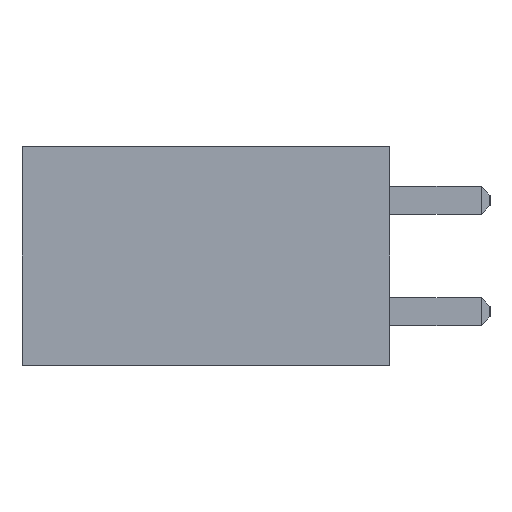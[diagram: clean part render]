
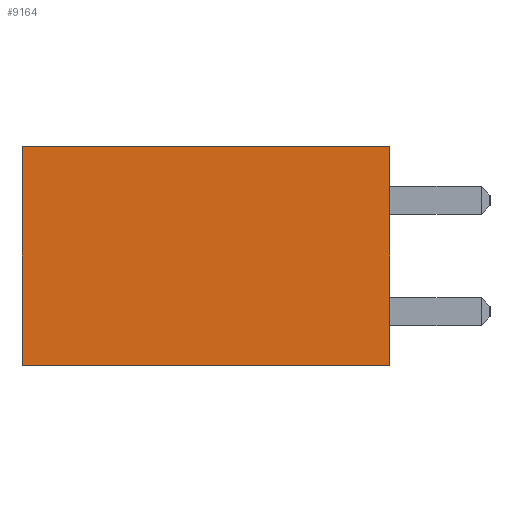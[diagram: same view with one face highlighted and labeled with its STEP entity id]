
A CAD part, left-side view. The second image highlights one B-rep face of the part: STEP entity #9164.
In plain terms, the highlighted planar face has unit normal (-1, 0, 0).
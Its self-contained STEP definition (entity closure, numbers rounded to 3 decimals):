
#404 = CARTESIAN_POINT ( 'NONE',  ( -1.395, 8.4, -2.5 ) ) ;
#886 = EDGE_CURVE ( 'NONE', #10310, #1736, #1244, .T. ) ;
#1148 = EDGE_CURVE ( 'NONE', #9894, #3058, #2131, .T. ) ;
#1244 = LINE ( 'NONE', #10664, #10144 ) ;
#1426 = ORIENTED_EDGE ( 'NONE', *, *, #9870, .T. ) ;
#1736 = VERTEX_POINT ( 'NONE', #4350 ) ;
#1963 = CARTESIAN_POINT ( 'NONE',  ( -1.395, 0., -2.5 ) ) ;
#2131 = LINE ( 'NONE', #4652, #4716 ) ;
#2280 = VECTOR ( 'NONE', #4626, 1000. ) ;
#2808 = DIRECTION ( 'NONE',  ( 1., 0., 0. ) ) ;
#3026 = EDGE_CURVE ( 'NONE', #3058, #1736, #7798, .T. ) ;
#3058 = VERTEX_POINT ( 'NONE', #4381 ) ;
#4147 = ORIENTED_EDGE ( 'NONE', *, *, #1148, .F. ) ;
#4350 = CARTESIAN_POINT ( 'NONE',  ( -1.395, 0., 2.5 ) ) ;
#4381 = CARTESIAN_POINT ( 'NONE',  ( -1.395, 8.4, 2.5 ) ) ;
#4626 = DIRECTION ( 'NONE',  ( 0., -1., 0. ) ) ;
#4628 = ORIENTED_EDGE ( 'NONE', *, *, #3026, .F. ) ;
#4652 = CARTESIAN_POINT ( 'NONE',  ( -1.395, 8.4, 2.5 ) ) ;
#4716 = VECTOR ( 'NONE', #7197, 1000. ) ;
#5289 = DIRECTION ( 'NONE',  ( 0., -1., 0. ) ) ;
#5470 = LINE ( 'NONE', #8314, #2280 ) ;
#6092 = CARTESIAN_POINT ( 'NONE',  ( -1.395, 8.4, 2.5 ) ) ;
#6952 = AXIS2_PLACEMENT_3D ( 'NONE', #9658, #2808, #9831 ) ;
#7197 = DIRECTION ( 'NONE',  ( 0., 0., 1. ) ) ;
#7798 = LINE ( 'NONE', #6092, #8770 ) ;
#8072 = PLANE ( 'NONE',  #6952 ) ;
#8314 = CARTESIAN_POINT ( 'NONE',  ( -1.395, 8.4, -2.5 ) ) ;
#8770 = VECTOR ( 'NONE', #5289, 1000. ) ;
#8811 = ORIENTED_EDGE ( 'NONE', *, *, #886, .T. ) ;
#8914 = FACE_OUTER_BOUND ( 'NONE', #10400, .T. ) ;
#9164 = ADVANCED_FACE ( 'NONE', ( #8914 ), #8072, .F. ) ;
#9658 = CARTESIAN_POINT ( 'NONE',  ( -1.395, 8.4, 2.5 ) ) ;
#9831 = DIRECTION ( 'NONE',  ( 0., 0., -1. ) ) ;
#9870 = EDGE_CURVE ( 'NONE', #9894, #10310, #5470, .T. ) ;
#9894 = VERTEX_POINT ( 'NONE', #404 ) ;
#10144 = VECTOR ( 'NONE', #10723, 1000. ) ;
#10310 = VERTEX_POINT ( 'NONE', #1963 ) ;
#10400 = EDGE_LOOP ( 'NONE', ( #8811, #4628, #4147, #1426 ) ) ;
#10664 = CARTESIAN_POINT ( 'NONE',  ( -1.395, 0., 2.5 ) ) ;
#10723 = DIRECTION ( 'NONE',  ( 0., 0., 1. ) ) ;
